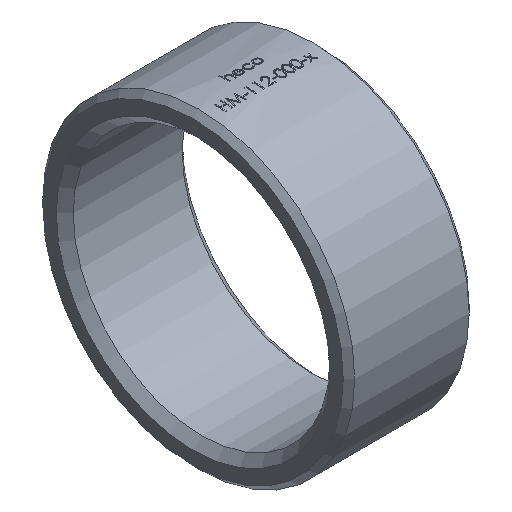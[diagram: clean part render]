
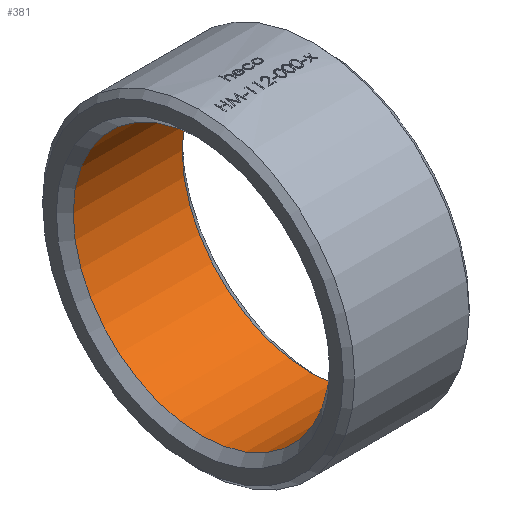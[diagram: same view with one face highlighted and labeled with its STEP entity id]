
A CAD part, isometric view. The second image highlights one B-rep face of the part: STEP entity #381.
In plain terms, the highlighted cylindrical face has radius 22.422 mm (diameter 44.845 mm), a full revolution.
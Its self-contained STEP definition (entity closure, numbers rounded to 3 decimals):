
#381 = ADVANCED_FACE ( 'NONE', ( #8182, #2130 ), #5336, .F. ) ;
#584 = ORIENTED_EDGE ( 'NONE', *, *, #1383, .T. ) ;
#680 = DIRECTION ( 'NONE',  ( 0., 0., -1. ) ) ;
#975 = ORIENTED_EDGE ( 'NONE', *, *, #3912, .T. ) ;
#1058 = CIRCLE ( 'NONE', #8749, 22.422 ) ;
#1243 = CARTESIAN_POINT ( 'NONE',  ( 22.001, 0., 0. ) ) ;
#1353 = DIRECTION ( 'NONE',  ( 0., 0., 1. ) ) ;
#1383 = EDGE_CURVE ( 'NONE', #9395, #9395, #1058, .T. ) ;
#1443 = CARTESIAN_POINT ( 'NONE',  ( 1.479, 0., -22.422 ) ) ;
#1996 = EDGE_LOOP ( 'NONE', ( #975 ) ) ;
#2130 = FACE_OUTER_BOUND ( 'NONE', #2731, .T. ) ;
#2331 = CARTESIAN_POINT ( 'NONE',  ( 20.521, 0., 0. ) ) ;
#2354 = VERTEX_POINT ( 'NONE', #6374 ) ;
#2731 = EDGE_LOOP ( 'NONE', ( #584 ) ) ;
#3912 = EDGE_CURVE ( 'NONE', #2354, #2354, #4596, .T. ) ;
#4596 = CIRCLE ( 'NONE', #8780, 22.422 ) ;
#5234 = DIRECTION ( 'NONE',  ( -1., 0., 0. ) ) ;
#5332 = DIRECTION ( 'NONE',  ( -1., 0., 0. ) ) ;
#5336 = CYLINDRICAL_SURFACE ( 'NONE', #9496, 22.422 ) ;
#6138 = DIRECTION ( 'NONE',  ( 0., 0., -1. ) ) ;
#6374 = CARTESIAN_POINT ( 'NONE',  ( 20.521, 0., -22.422 ) ) ;
#7804 = DIRECTION ( 'NONE',  ( 1., 0., 0. ) ) ;
#8182 = FACE_OUTER_BOUND ( 'NONE', #1996, .T. ) ;
#8406 = CARTESIAN_POINT ( 'NONE',  ( 1.479, 0., 0. ) ) ;
#8749 = AXIS2_PLACEMENT_3D ( 'NONE', #8406, #5332, #6138 ) ;
#8780 = AXIS2_PLACEMENT_3D ( 'NONE', #2331, #7804, #680 ) ;
#9395 = VERTEX_POINT ( 'NONE', #1443 ) ;
#9496 = AXIS2_PLACEMENT_3D ( 'NONE', #1243, #5234, #1353 ) ;
